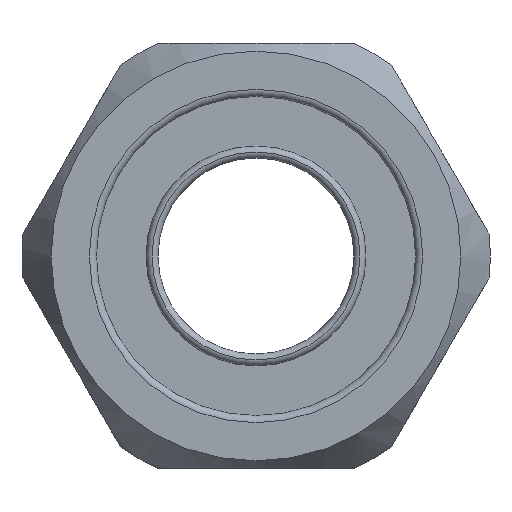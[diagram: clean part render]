
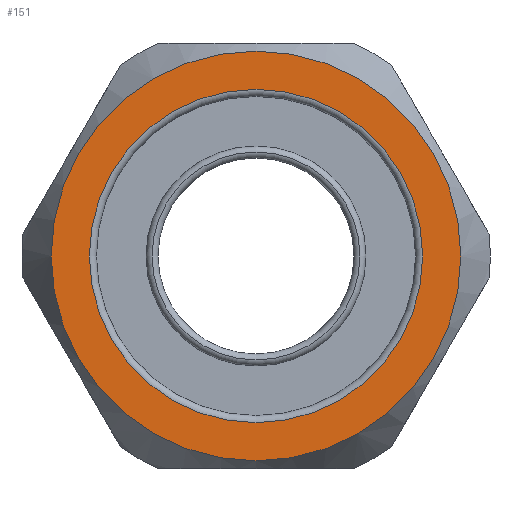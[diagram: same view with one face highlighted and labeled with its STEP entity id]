
A CAD part, left-side view. The second image highlights one B-rep face of the part: STEP entity #151.
In plain terms, the highlighted planar face has unit normal (-1, 0, 0).
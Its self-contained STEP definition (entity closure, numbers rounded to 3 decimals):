
#151 = ADVANCED_FACE( '', ( #320, #321 ), #322, .F. );
#320 = FACE_OUTER_BOUND( '', #493, .T. );
#321 = FACE_BOUND( '', #494, .T. );
#322 = PLANE( '', #495 );
#493 = EDGE_LOOP( '', ( #844 ) );
#494 = EDGE_LOOP( '', ( #845 ) );
#495 = AXIS2_PLACEMENT_3D( '', #846, #847, #848 );
#844 = ORIENTED_EDGE( '', *, *, #974, .F. );
#845 = ORIENTED_EDGE( '', *, *, #1042, .T. );
#846 = CARTESIAN_POINT( '', ( 0., 0., 0. ) );
#847 = DIRECTION( '', ( 1., 0., 0. ) );
#848 = DIRECTION( '', ( 0., 0., -1. ) );
#974 = EDGE_CURVE( '', #1160, #1160, #1161, .T. );
#1042 = EDGE_CURVE( '', #1248, #1248, #1249, .T. );
#1160 = VERTEX_POINT( '', #1569 );
#1161 = CIRCLE( '', #1570, 14.438 );
#1248 = VERTEX_POINT( '', #1753 );
#1249 = CIRCLE( '', #1754, 11.75 );
#1569 = CARTESIAN_POINT( '', ( 0., 0., -14.438 ) );
#1570 = AXIS2_PLACEMENT_3D( '', #1856, #1857, #1858 );
#1753 = CARTESIAN_POINT( '', ( 0., 0., -11.75 ) );
#1754 = AXIS2_PLACEMENT_3D( '', #1903, #1904, #1905 );
#1856 = CARTESIAN_POINT( '', ( 0., 0., 0. ) );
#1857 = DIRECTION( '', ( 1., 0., 0. ) );
#1858 = DIRECTION( '', ( 0., 0., -1. ) );
#1903 = CARTESIAN_POINT( '', ( 0., 0., 0. ) );
#1904 = DIRECTION( '', ( 1., 0., 0. ) );
#1905 = DIRECTION( '', ( 0., 0., -1. ) );
